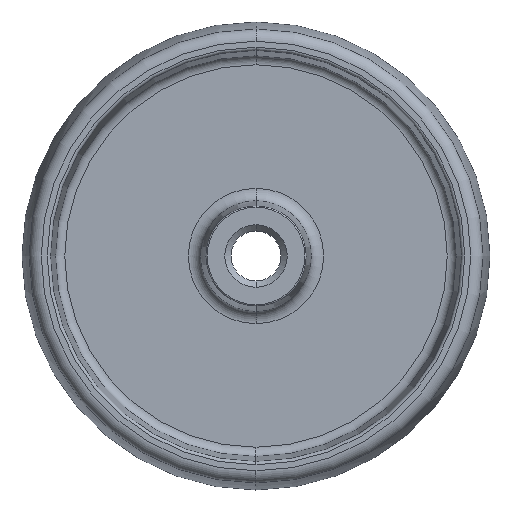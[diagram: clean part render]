
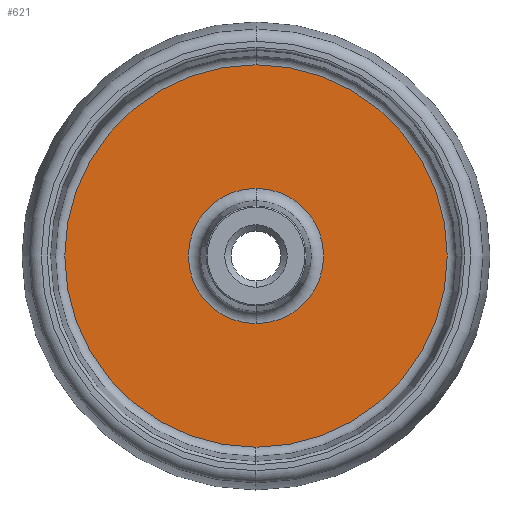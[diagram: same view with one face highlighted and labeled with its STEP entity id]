
A CAD part, left-side view. The second image highlights one B-rep face of the part: STEP entity #621.
In plain terms, the highlighted planar face has unit normal (-1, 0, 0).
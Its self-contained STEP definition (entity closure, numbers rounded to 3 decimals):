
#5 = CARTESIAN_POINT ( 'NONE',  ( -2., 0., 10.84 ) ) ;
#42 = VERTEX_POINT ( 'NONE', #5 ) ;
#49 = VERTEX_POINT ( 'NONE', #1117 ) ;
#163 = DIRECTION ( 'NONE',  ( 0., 0., 1. ) ) ;
#172 = CARTESIAN_POINT ( 'NONE',  ( -2., 9., 0. ) ) ;
#179 = DIRECTION ( 'NONE',  ( -1., 0., 0. ) ) ;
#187 = CARTESIAN_POINT ( 'NONE',  ( -2., 0., 0. ) ) ;
#232 = DIRECTION ( 'NONE',  ( 1., 0., 0. ) ) ;
#271 = FACE_BOUND ( 'NONE', #731, .T. ) ;
#284 = EDGE_CURVE ( 'NONE', #814, #49, #1024, .T. ) ;
#286 = DIRECTION ( 'NONE',  ( -1., 0., 0. ) ) ;
#295 = DIRECTION ( 'NONE',  ( 0., 0., 1. ) ) ;
#319 = CARTESIAN_POINT ( 'NONE',  ( -2., 0., -30.65 ) ) ;
#329 = ORIENTED_EDGE ( 'NONE', *, *, #284, .T. ) ;
#497 = DIRECTION ( 'NONE',  ( 0., 0., 1. ) ) ;
#534 = ORIENTED_EDGE ( 'NONE', *, *, #551, .T. ) ;
#551 = EDGE_CURVE ( 'NONE', #42, #1174, #1143, .T. ) ;
#621 = ADVANCED_FACE ( 'NONE', ( #1093, #271 ), #632, .T. ) ;
#632 = PLANE ( 'NONE',  #912 ) ;
#642 = CIRCLE ( 'NONE', #926, 10.84 ) ;
#665 = DIRECTION ( 'NONE',  ( 0., 0., 1. ) ) ;
#683 = EDGE_LOOP ( 'NONE', ( #907, #329 ) ) ;
#731 = EDGE_LOOP ( 'NONE', ( #534, #1138 ) ) ;
#734 = AXIS2_PLACEMENT_3D ( 'NONE', #187, #286, #826 ) ;
#757 = EDGE_CURVE ( 'NONE', #49, #814, #916, .T. ) ;
#766 = CARTESIAN_POINT ( 'NONE',  ( -2., 0., 0. ) ) ;
#785 = DIRECTION ( 'NONE',  ( -1., 0., 0. ) ) ;
#814 = VERTEX_POINT ( 'NONE', #319 ) ;
#826 = DIRECTION ( 'NONE',  ( 0., 0., 1. ) ) ;
#864 = EDGE_CURVE ( 'NONE', #1174, #42, #642, .T. ) ;
#907 = ORIENTED_EDGE ( 'NONE', *, *, #757, .T. ) ;
#912 = AXIS2_PLACEMENT_3D ( 'NONE', #172, #785, #295 ) ;
#916 = CIRCLE ( 'NONE', #1066, 30.65 ) ;
#926 = AXIS2_PLACEMENT_3D ( 'NONE', #766, #232, #665 ) ;
#956 = CARTESIAN_POINT ( 'NONE',  ( -2., 0., -10.84 ) ) ;
#996 = DIRECTION ( 'NONE',  ( 1., 0., 0. ) ) ;
#1009 = AXIS2_PLACEMENT_3D ( 'NONE', #1071, #996, #163 ) ;
#1024 = CIRCLE ( 'NONE', #734, 30.65 ) ;
#1066 = AXIS2_PLACEMENT_3D ( 'NONE', #1120, #179, #497 ) ;
#1071 = CARTESIAN_POINT ( 'NONE',  ( -2., 0., 0. ) ) ;
#1093 = FACE_OUTER_BOUND ( 'NONE', #683, .T. ) ;
#1117 = CARTESIAN_POINT ( 'NONE',  ( -2., 0., 30.65 ) ) ;
#1120 = CARTESIAN_POINT ( 'NONE',  ( -2., 0., 0. ) ) ;
#1138 = ORIENTED_EDGE ( 'NONE', *, *, #864, .T. ) ;
#1143 = CIRCLE ( 'NONE', #1009, 10.84 ) ;
#1174 = VERTEX_POINT ( 'NONE', #956 ) ;
